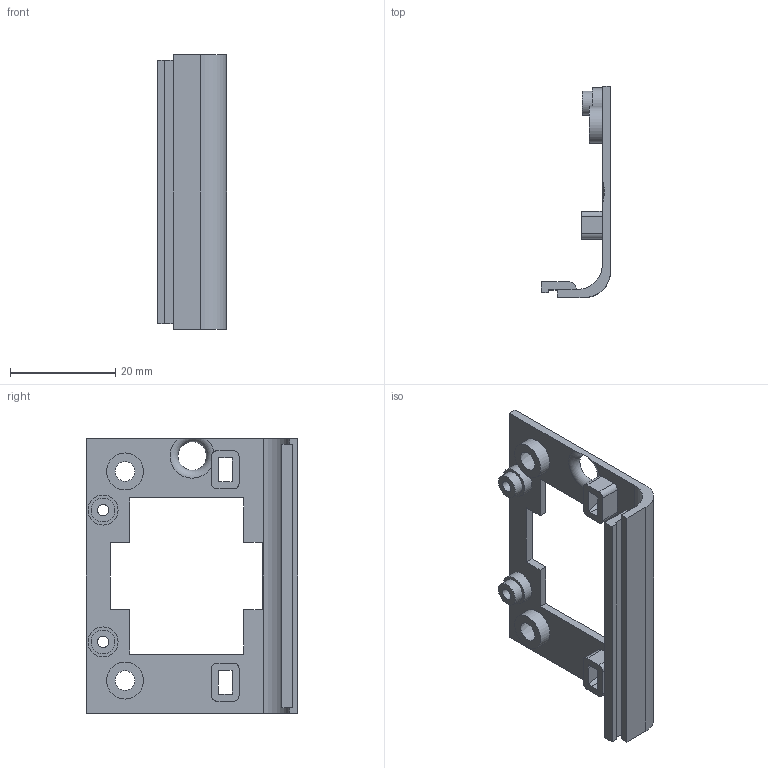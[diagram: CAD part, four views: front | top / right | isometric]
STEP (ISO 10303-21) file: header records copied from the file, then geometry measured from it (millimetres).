
FILE_DESCRIPTION(/* description */ (''),/* implementation_level */ '2;1');
FILE_NAME(/* name */ 'EduBot_M2_Roof.stp',/* time_stamp */ '2019-03-03T17:19:11+09:00',/* author */ ('tlsru'),/* organization */ (''),/* preprocessor_version */ 'ST-DEVELOPER v15.6',/* originating_system */ 'Autodesk Inventor 2015',/* authorisation */ '');
FILE_SCHEMA (('AUTOMOTIVE_DESIGN { 1 0 10303 214 3 1 1 }'));
Length unit declared in the file: millimetre
Products named in the file (1): EduBot_M2_Roof
Bounding box: 13.09 x 40.1 x 52 mm (x, y, z)
Volume: 3295.1 mm3; surface area: 4969 mm2
Topology: 1 solids, 1 shells, 86 faces, 226 edges, 150 vertices
Faces by surface type: plane 54, cylinder 21, bspline 8, cone 2, torus 1
Full cylindrical faces by diameter (mm): 2.2 x2, 3.8 x2, 4.5 x2, 5.7 x2, 7 x2
Entity records: 2774 total; most frequent: CARTESIAN_POINT 657, ORIENTED_EDGE 420, DIRECTION 406, EDGE_CURVE 210, LINE 150, VECTOR 150, VERTEX_POINT 147, AXIS2_PLACEMENT_3D 128
